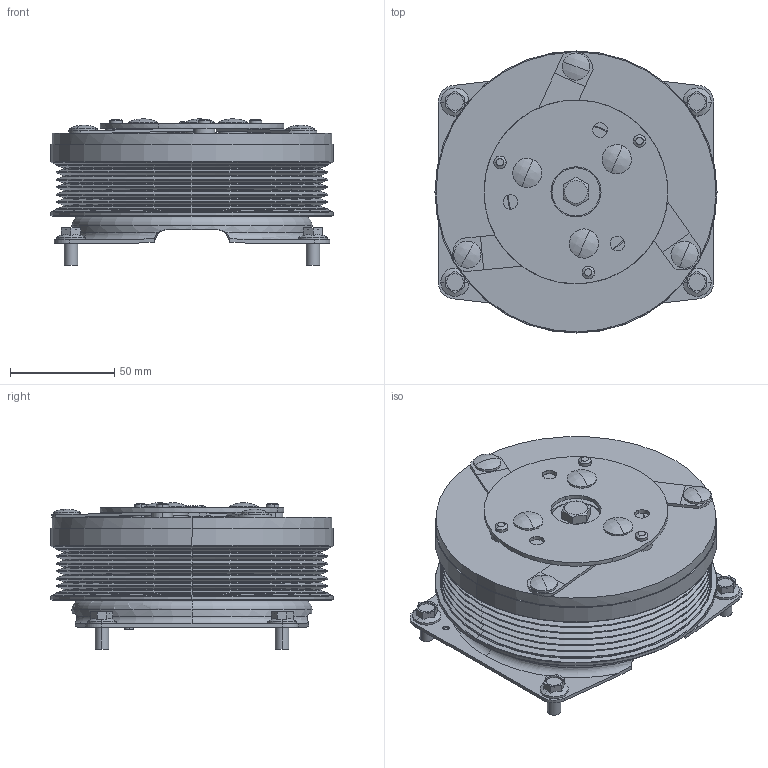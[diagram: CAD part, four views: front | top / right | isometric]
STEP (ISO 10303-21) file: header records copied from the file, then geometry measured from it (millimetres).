
FILE_DESCRIPTION (( 'STEP AP203' ), '1' );
FILE_NAME ('53481800_MAVM_MG01_電磁クラッチ.STEP', '2015-08-03T07:26:34', ( '' ), ( '' ), 'SwSTEP 2.0', 'SolidWorks 2014', '' );
FILE_SCHEMA (( 'CONFIG_CONTROL_DESIGN' ));
Length unit declared in the file: millimetre
Products named in the file (1): 53481800_MAVM_MG01_電磁クラッチ
Bounding box: 135 x 135 x 70.17 mm (x, y, z)
Volume: 520500.9 mm3; surface area: 114251.8 mm2
Topology: 7 solids, 17 shells, 633 faces, 1582 edges, 975 vertices
Faces by surface type: cylinder 255, plane 191, torus 88, cone 87, sphere 12
Entity records: 19723 total; most frequent: CARTESIAN_POINT 3873, DIRECTION 3656, ORIENTED_EDGE 3140, EDGE_CURVE 1570, AXIS2_PLACEMENT_3D 1566, VERTEX_POINT 975, CIRCLE 932, EDGE_LOOP 737
